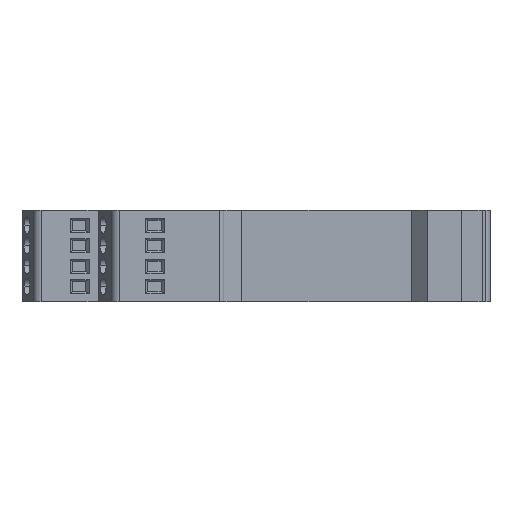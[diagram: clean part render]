
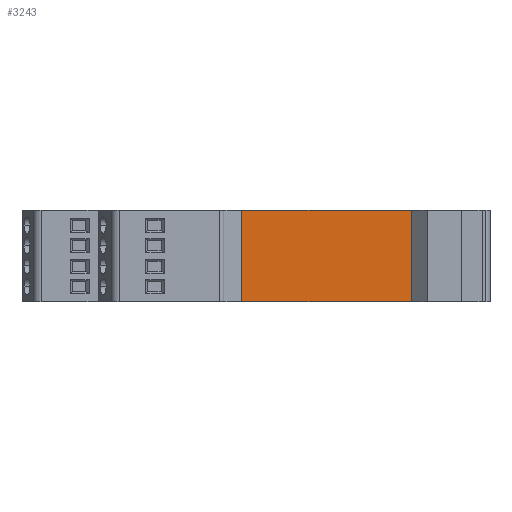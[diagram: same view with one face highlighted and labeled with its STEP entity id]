
A CAD part, left-side view. The second image highlights one B-rep face of the part: STEP entity #3243.
In plain terms, the highlighted planar face has unit normal (-1, 0, 0).
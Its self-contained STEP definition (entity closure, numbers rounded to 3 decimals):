
#2509=CARTESIAN_POINT('',(1970.539,-4022.408,0.0));
#2510=VERTEX_POINT('',#2509);
#2517=CARTESIAN_POINT('',(1970.539,-4064.006,0.0));
#2518=VERTEX_POINT('',#2517);
#2519=CARTESIAN_POINT('',(1970.539,-4022.408,0.0));
#2520=DIRECTION('',(0.0,-1.0,0.0));
#2521=VECTOR('',#2520,41.598);
#2522=LINE('',#2519,#2521);
#2523=EDGE_CURVE('',#2510,#2518,#2522,.T.);
#3202=CARTESIAN_POINT('',(1970.539,-4022.408,-22.5));
#3203=VERTEX_POINT('',#3202);
#3210=CARTESIAN_POINT('',(1970.539,-4022.408,0.0));
#3211=DIRECTION('',(0.0,0.0,-1.0));
#3212=VECTOR('',#3211,22.5);
#3213=LINE('',#3210,#3212);
#3214=EDGE_CURVE('',#2510,#3203,#3213,.T.);
#3220=CARTESIAN_POINT('',(1970.539,-4020.328,-23.625));
#3221=DIRECTION('',(-1.0,0.0,0.0));
#3222=DIRECTION('',(0.0,0.0,1.0));
#3223=AXIS2_PLACEMENT_3D('',#3220,#3221,#3222);
#3224=PLANE('',#3223);
#3225=ORIENTED_EDGE('',*,*,#3214,.T.);
#3226=CARTESIAN_POINT('',(1970.539,-4064.006,-22.5));
#3227=VERTEX_POINT('',#3226);
#3228=CARTESIAN_POINT('',(1970.539,-4022.408,-22.5));
#3229=DIRECTION('',(0.0,-1.0,0.0));
#3230=VECTOR('',#3229,41.598);
#3231=LINE('',#3228,#3230);
#3232=EDGE_CURVE('',#3203,#3227,#3231,.T.);
#3233=ORIENTED_EDGE('',*,*,#3232,.T.);
#3234=CARTESIAN_POINT('',(1970.539,-4064.006,0.0));
#3235=DIRECTION('',(0.0,0.0,-1.0));
#3236=VECTOR('',#3235,22.5);
#3237=LINE('',#3234,#3236);
#3238=EDGE_CURVE('',#2518,#3227,#3237,.T.);
#3239=ORIENTED_EDGE('',*,*,#3238,.F.);
#3240=ORIENTED_EDGE('',*,*,#2523,.F.);
#3241=EDGE_LOOP('',(#3225,#3233,#3239,#3240));
#3242=FACE_OUTER_BOUND('',#3241,.T.);
#3243=ADVANCED_FACE('',(#3242),#3224,.T.);
